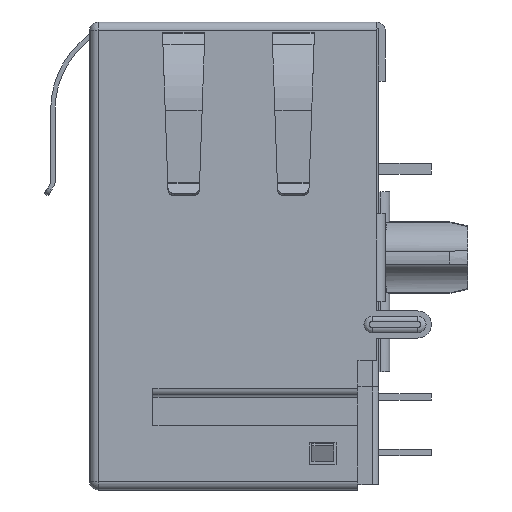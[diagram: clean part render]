
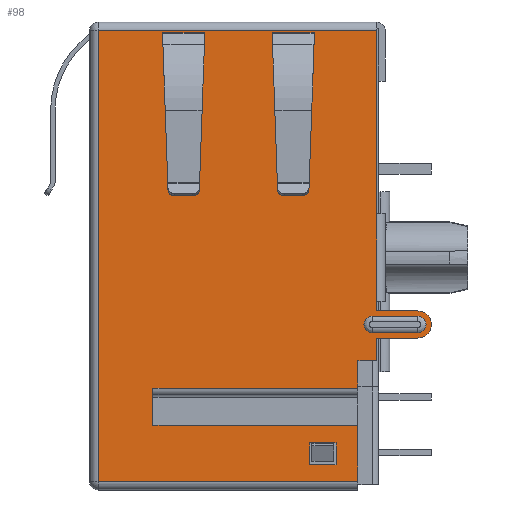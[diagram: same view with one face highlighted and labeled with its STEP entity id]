
A CAD part, left-side view. The second image highlights one B-rep face of the part: STEP entity #98.
In plain terms, the highlighted planar face has unit normal (-1, 0, 0).
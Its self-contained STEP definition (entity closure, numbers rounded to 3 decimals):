
#98=ADVANCED_FACE('',(#677,#678,#679,#680,#681),#682,.T.);
#677=FACE_OUTER_BOUND('',#1747,.T.);
#678=FACE_BOUND('',#1748,.T.);
#679=FACE_BOUND('',#1749,.T.);
#680=FACE_BOUND('',#1750,.T.);
#681=FACE_BOUND('',#1751,.T.);
#682=PLANE('',#1752);
#1747=EDGE_LOOP('',(#3341,#3342,#3343,#3344,#3345,#3346,#3347,#3348,#3349,#3350,#3351,#3352,#3353,#3354,#3355,#3356));
#1748=EDGE_LOOP('',(#3357,#3358,#3359,#3360));
#1749=EDGE_LOOP('',(#3361,#3362,#3363,#3364));
#1750=EDGE_LOOP('',(#3365,#3366,#3367,#3368));
#1751=EDGE_LOOP('',(#3369,#3370,#3371,#3372));
#1752=AXIS2_PLACEMENT_3D('',#3373,#3374,#3375);
#3341=ORIENTED_EDGE('',*,*,#7445,.T.);
#3342=ORIENTED_EDGE('',*,*,#7446,.F.);
#3343=ORIENTED_EDGE('',*,*,#7447,.T.);
#3344=ORIENTED_EDGE('',*,*,#7448,.T.);
#3345=ORIENTED_EDGE('',*,*,#7449,.T.);
#3346=ORIENTED_EDGE('',*,*,#7450,.T.);
#3347=ORIENTED_EDGE('',*,*,#7423,.T.);
#3348=ORIENTED_EDGE('',*,*,#7451,.T.);
#3349=ORIENTED_EDGE('',*,*,#7452,.T.);
#3350=ORIENTED_EDGE('',*,*,#7453,.F.);
#3351=ORIENTED_EDGE('',*,*,#7419,.T.);
#3352=ORIENTED_EDGE('',*,*,#7454,.T.);
#3353=ORIENTED_EDGE('',*,*,#7415,.T.);
#3354=ORIENTED_EDGE('',*,*,#7444,.T.);
#3355=ORIENTED_EDGE('',*,*,#7455,.T.);
#3356=ORIENTED_EDGE('',*,*,#7456,.T.);
#3357=ORIENTED_EDGE('',*,*,#7457,.F.);
#3358=ORIENTED_EDGE('',*,*,#7458,.T.);
#3359=ORIENTED_EDGE('',*,*,#7459,.T.);
#3360=ORIENTED_EDGE('',*,*,#7460,.F.);
#3361=ORIENTED_EDGE('',*,*,#7461,.T.);
#3362=ORIENTED_EDGE('',*,*,#7462,.T.);
#3363=ORIENTED_EDGE('',*,*,#7463,.T.);
#3364=ORIENTED_EDGE('',*,*,#7464,.T.);
#3365=ORIENTED_EDGE('',*,*,#7465,.F.);
#3366=ORIENTED_EDGE('',*,*,#7466,.F.);
#3367=ORIENTED_EDGE('',*,*,#7467,.T.);
#3368=ORIENTED_EDGE('',*,*,#7468,.F.);
#3369=ORIENTED_EDGE('',*,*,#7469,.F.);
#3370=ORIENTED_EDGE('',*,*,#7470,.F.);
#3371=ORIENTED_EDGE('',*,*,#7471,.F.);
#3372=ORIENTED_EDGE('',*,*,#7472,.F.);
#3373=CARTESIAN_POINT('',(-7.95,-6.35,0.0));
#3374=DIRECTION('',(-1.0,0.0,0.0));
#3375=DIRECTION('',(0.0,0.0,1.0));
#7415=EDGE_CURVE('',#9029,#9030,#9031,.T.);
#7419=EDGE_CURVE('',#9038,#9036,#9039,.T.);
#7423=EDGE_CURVE('',#9046,#9044,#9047,.T.);
#7444=EDGE_CURVE('',#9030,#9084,#9086,.T.);
#7445=EDGE_CURVE('',#9087,#9088,#9089,.T.);
#7446=EDGE_CURVE('',#9090,#9088,#9091,.T.);
#7447=EDGE_CURVE('',#9090,#9092,#9093,.T.);
#7448=EDGE_CURVE('',#9092,#9094,#9095,.T.);
#7449=EDGE_CURVE('',#9094,#9096,#9097,.T.);
#7450=EDGE_CURVE('',#9096,#9046,#9098,.T.);
#7451=EDGE_CURVE('',#9044,#9099,#9100,.T.);
#7452=EDGE_CURVE('',#9099,#9101,#9102,.T.);
#7453=EDGE_CURVE('',#9038,#9101,#9103,.T.);
#7454=EDGE_CURVE('',#9036,#9029,#9104,.T.);
#7455=EDGE_CURVE('',#9084,#9105,#9106,.T.);
#7456=EDGE_CURVE('',#9105,#9087,#9107,.T.);
#7457=EDGE_CURVE('',#9108,#9109,#9110,.T.);
#7458=EDGE_CURVE('',#9108,#9111,#9112,.T.);
#7459=EDGE_CURVE('',#9111,#9113,#9114,.T.);
#7460=EDGE_CURVE('',#9109,#9113,#9115,.T.);
#7461=EDGE_CURVE('',#9116,#9117,#9118,.T.);
#7462=EDGE_CURVE('',#9117,#9119,#9120,.T.);
#7463=EDGE_CURVE('',#9119,#9121,#9122,.T.);
#7464=EDGE_CURVE('',#9121,#9116,#9123,.T.);
#7465=EDGE_CURVE('',#9124,#9125,#9126,.T.);
#7466=EDGE_CURVE('',#9127,#9124,#9128,.T.);
#7467=EDGE_CURVE('',#9127,#9129,#9130,.T.);
#7468=EDGE_CURVE('',#9125,#9129,#9131,.T.);
#7469=EDGE_CURVE('',#9132,#9133,#9134,.T.);
#7470=EDGE_CURVE('',#9135,#9132,#9136,.T.);
#7471=EDGE_CURVE('',#9137,#9135,#9138,.T.);
#7472=EDGE_CURVE('',#9133,#9137,#9139,.T.);
#9029=VERTEX_POINT('',#11659);
#9030=VERTEX_POINT('',#11660);
#9031=LINE('',#11661,#11662);
#9036=VERTEX_POINT('',#11669);
#9038=VERTEX_POINT('',#11672);
#9039=LINE('',#11673,#11674);
#9044=VERTEX_POINT('',#11681);
#9046=VERTEX_POINT('',#11684);
#9047=LINE('',#11685,#11686);
#9084=VERTEX_POINT('',#11740);
#9086=LINE('',#11742,#11743);
#9087=VERTEX_POINT('',#11744);
#9088=VERTEX_POINT('',#11745);
#9089=LINE('',#11746,#11747);
#9090=VERTEX_POINT('',#11748);
#9091=LINE('',#11749,#11750);
#9092=VERTEX_POINT('',#11751);
#9093=LINE('',#11752,#11753);
#9094=VERTEX_POINT('',#11754);
#9095=LINE('',#11755,#11756);
#9096=VERTEX_POINT('',#11757);
#9097=LINE('',#11758,#11759);
#9098=LINE('',#11760,#11761);
#9099=VERTEX_POINT('',#11762);
#9100=LINE('',#11763,#11764);
#9101=VERTEX_POINT('',#11765);
#9102=CIRCLE('',#11766,0.62);
#9103=LINE('',#11767,#11768);
#9104=LINE('',#11769,#11770);
#9105=VERTEX_POINT('',#11771);
#9106=LINE('',#11772,#11773);
#9107=LINE('',#11774,#11775);
#9108=VERTEX_POINT('',#11776);
#9109=VERTEX_POINT('',#11777);
#9110=LINE('',#11778,#11779);
#9111=VERTEX_POINT('',#11780);
#9112=LINE('',#11781,#11782);
#9113=VERTEX_POINT('',#11783);
#9114=LINE('',#11784,#11785);
#9115=LINE('',#11786,#11787);
#9116=VERTEX_POINT('',#11788);
#9117=VERTEX_POINT('',#11789);
#9118=LINE('',#11790,#11791);
#9119=VERTEX_POINT('',#11792);
#9120=LINE('',#11793,#11794);
#9121=VERTEX_POINT('',#11795);
#9122=LINE('',#11796,#11797);
#9123=LINE('',#11798,#11799);
#9124=VERTEX_POINT('',#11800);
#9125=VERTEX_POINT('',#11801);
#9126=LINE('',#11802,#11803);
#9127=VERTEX_POINT('',#11804);
#9128=LINE('',#11805,#11806);
#9129=VERTEX_POINT('',#11807);
#9130=LINE('',#11808,#11809);
#9131=LINE('',#11810,#11811);
#9132=VERTEX_POINT('',#11812);
#9133=VERTEX_POINT('',#11813);
#9134=CIRCLE('',#11814,0.377);
#9135=VERTEX_POINT('',#11815);
#9136=LINE('',#11816,#11817);
#9137=VERTEX_POINT('',#11818);
#9138=CIRCLE('',#11819,0.377);
#9139=LINE('',#11820,#11821);
#11659=CARTESIAN_POINT('',(-7.95,-6.35,-8.75));
#11660=CARTESIAN_POINT('',(-7.95,-6.35,-0.4));
#11661=CARTESIAN_POINT('',(-7.95,-6.35,-8.75));
#11662=VECTOR('',#15521,8.35);
#11669=CARTESIAN_POINT('',(-7.95,-6.35,-12.75));
#11672=CARTESIAN_POINT('',(-7.95,-6.35,-13.18));
#11673=CARTESIAN_POINT('',(-7.95,-6.35,-13.18));
#11674=VECTOR('',#15525,0.43);
#11681=CARTESIAN_POINT('',(-7.95,-6.35,-14.42));
#11684=CARTESIAN_POINT('',(-7.95,-6.35,-15.45));
#11685=CARTESIAN_POINT('',(-7.95,-6.35,-15.45));
#11686=VECTOR('',#15529,1.03);
#11740=CARTESIAN_POINT('',(-7.95,6.35,-0.4));
#11742=CARTESIAN_POINT('',(-7.95,-6.35,-0.4));
#11743=VECTOR('',#15556,12.7);
#11744=CARTESIAN_POINT('',(-7.95,-5.5,-20.95));
#11745=CARTESIAN_POINT('',(-7.95,-5.5,-18.4));
#11746=CARTESIAN_POINT('',(-7.95,-5.5,-20.95));
#11747=VECTOR('',#15557,2.55);
#11748=CARTESIAN_POINT('',(-7.95,3.85,-18.4));
#11749=CARTESIAN_POINT('',(-7.95,3.85,-18.4));
#11750=VECTOR('',#15558,9.35);
#11751=CARTESIAN_POINT('',(-7.95,3.85,-16.7));
#11752=CARTESIAN_POINT('',(-7.95,3.85,-18.4));
#11753=VECTOR('',#15559,1.7);
#11754=CARTESIAN_POINT('',(-7.95,-5.5,-16.7));
#11755=CARTESIAN_POINT('',(-7.95,3.85,-16.7));
#11756=VECTOR('',#15560,9.35);
#11757=CARTESIAN_POINT('',(-7.95,-5.5,-15.45));
#11758=CARTESIAN_POINT('',(-7.95,-5.5,-16.7));
#11759=VECTOR('',#15561,1.25);
#11760=CARTESIAN_POINT('',(-7.95,-5.5,-15.45));
#11761=VECTOR('',#15562,0.85);
#11762=CARTESIAN_POINT('',(-7.95,-8.23,-14.42));
#11763=CARTESIAN_POINT('',(-7.95,-6.35,-14.42));
#11764=VECTOR('',#15563,1.88);
#11765=CARTESIAN_POINT('',(-7.95,-8.23,-13.18));
#11766=AXIS2_PLACEMENT_3D('',#15564,#15565,#15566);
#11767=CARTESIAN_POINT('',(-7.95,-6.35,-13.18));
#11768=VECTOR('',#15567,1.88);
#11769=CARTESIAN_POINT('',(-7.95,-6.35,-12.75));
#11770=VECTOR('',#15568,4.0);
#11771=CARTESIAN_POINT('',(-7.95,6.35,-20.95));
#11772=CARTESIAN_POINT('',(-7.95,6.35,-0.4));
#11773=VECTOR('',#15569,20.55);
#11774=CARTESIAN_POINT('',(-7.95,6.35,-20.95));
#11775=VECTOR('',#15570,11.85);
#11776=CARTESIAN_POINT('',(-7.95,-3.5,-0.783));
#11777=CARTESIAN_POINT('',(-7.95,-3.5,-0.487));
#11778=CARTESIAN_POINT('',(-7.95,-3.5,-0.783));
#11779=VECTOR('',#15571,0.296);
#11780=CARTESIAN_POINT('',(-7.95,-1.595,-0.783));
#11781=CARTESIAN_POINT('',(-7.95,-3.5,-0.783));
#11782=VECTOR('',#15572,1.905);
#11783=CARTESIAN_POINT('',(-7.95,-1.585,-0.487));
#11784=CARTESIAN_POINT('',(-7.95,-1.595,-0.783));
#11785=VECTOR('',#15573,0.296);
#11786=CARTESIAN_POINT('',(-7.95,-3.5,-0.487));
#11787=VECTOR('',#15574,1.915);
#11788=CARTESIAN_POINT('',(-7.95,-4.5,-19.2));
#11789=CARTESIAN_POINT('',(-7.95,-4.5,-20.2));
#11790=CARTESIAN_POINT('',(-7.95,-4.5,-19.2));
#11791=VECTOR('',#15575,1.0);
#11792=CARTESIAN_POINT('',(-7.95,-3.3,-20.2));
#11793=CARTESIAN_POINT('',(-7.95,-4.5,-20.2));
#11794=VECTOR('',#15576,1.2);
#11795=CARTESIAN_POINT('',(-7.95,-3.3,-19.2));
#11796=CARTESIAN_POINT('',(-7.95,-3.3,-20.2));
#11797=VECTOR('',#15577,1.0);
#11798=CARTESIAN_POINT('',(-7.95,-3.3,-19.2));
#11799=VECTOR('',#15578,1.2);
#11800=CARTESIAN_POINT('',(-7.95,1.5,-0.783));
#11801=CARTESIAN_POINT('',(-7.95,1.5,-0.487));
#11802=CARTESIAN_POINT('',(-7.95,1.5,-0.783));
#11803=VECTOR('',#15579,0.296);
#11804=CARTESIAN_POINT('',(-7.95,3.405,-0.783));
#11805=CARTESIAN_POINT('',(-7.95,3.405,-0.783));
#11806=VECTOR('',#15580,1.905);
#11807=CARTESIAN_POINT('',(-7.95,3.415,-0.487));
#11808=CARTESIAN_POINT('',(-7.95,3.405,-0.783));
#11809=VECTOR('',#15581,0.296);
#11810=CARTESIAN_POINT('',(-7.95,1.5,-0.487));
#11811=VECTOR('',#15582,1.915);
#11812=CARTESIAN_POINT('',(-7.95,-8.23,-14.177));
#11813=CARTESIAN_POINT('',(-7.95,-8.23,-13.423));
#11814=AXIS2_PLACEMENT_3D('',#15583,#15584,#15585);
#11815=CARTESIAN_POINT('',(-7.95,-6.15,-14.177));
#11816=CARTESIAN_POINT('',(-7.95,-6.15,-14.177));
#11817=VECTOR('',#15586,2.08);
#11818=CARTESIAN_POINT('',(-7.95,-6.15,-13.423));
#11819=AXIS2_PLACEMENT_3D('',#15587,#15588,#15589);
#11820=CARTESIAN_POINT('',(-7.95,-8.23,-13.423));
#11821=VECTOR('',#15590,2.08);
#15521=DIRECTION('',(0.0,0.0,1.0));
#15525=DIRECTION('',(0.0,0.0,1.0));
#15529=DIRECTION('',(0.0,0.0,1.0));
#15556=DIRECTION('',(0.0,1.0,0.0));
#15557=DIRECTION('',(0.0,0.0,1.0));
#15558=DIRECTION('',(0.0,-1.0,0.0));
#15559=DIRECTION('',(0.0,0.0,1.0));
#15560=DIRECTION('',(0.0,-1.0,0.0));
#15561=DIRECTION('',(0.0,0.0,1.0));
#15562=DIRECTION('',(0.0,-1.0,0.0));
#15563=DIRECTION('',(0.0,-1.0,0.0));
#15564=CARTESIAN_POINT('',(-7.95,-8.23,-13.8));
#15565=DIRECTION('',(-1.0,0.0,0.0));
#15566=DIRECTION('',(0.0,0.0,-1.0));
#15567=DIRECTION('',(0.0,-1.0,0.0));
#15568=DIRECTION('',(0.0,0.0,1.0));
#15569=DIRECTION('',(0.0,0.0,-1.0));
#15570=DIRECTION('',(0.0,-1.0,0.0));
#15571=DIRECTION('',(0.0,0.0,1.0));
#15572=DIRECTION('',(0.0,1.0,0.0));
#15573=DIRECTION('',(0.0,0.035,0.999));
#15574=DIRECTION('',(0.0,1.0,0.0));
#15575=DIRECTION('',(0.0,0.0,-1.0));
#15576=DIRECTION('',(0.0,1.0,0.0));
#15577=DIRECTION('',(0.0,0.0,1.0));
#15578=DIRECTION('',(0.0,-1.0,0.0));
#15579=DIRECTION('',(0.0,0.0,1.0));
#15580=DIRECTION('',(0.0,-1.0,0.0));
#15581=DIRECTION('',(0.0,0.035,0.999));
#15582=DIRECTION('',(0.0,1.0,0.0));
#15583=CARTESIAN_POINT('',(-7.95,-8.23,-13.8));
#15584=DIRECTION('',(-1.0,0.0,0.0));
#15585=DIRECTION('',(0.0,0.0,-1.0));
#15586=DIRECTION('',(0.0,-1.0,0.0));
#15587=CARTESIAN_POINT('',(-7.95,-6.15,-13.8));
#15588=DIRECTION('',(-1.0,0.0,0.0));
#15589=DIRECTION('',(0.0,0.,1.0));
#15590=DIRECTION('',(0.0,1.0,0.0));
